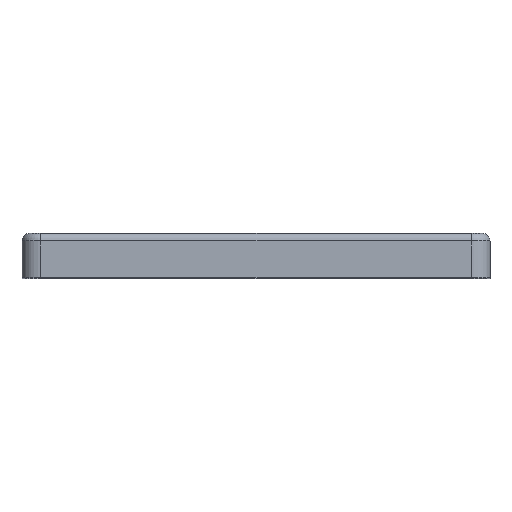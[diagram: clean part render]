
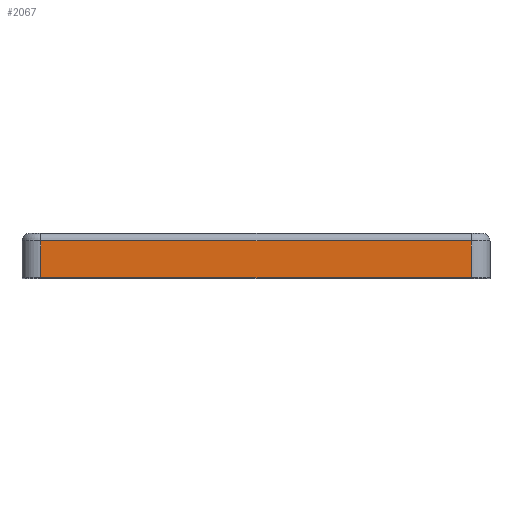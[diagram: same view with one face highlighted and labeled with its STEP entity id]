
A CAD part, top view. The second image highlights one B-rep face of the part: STEP entity #2067.
In plain terms, the highlighted planar face has unit normal (0, 0, 1).
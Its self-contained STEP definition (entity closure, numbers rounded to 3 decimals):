
#17 = FACE_OUTER_BOUND ( 'NONE', #2376, .T. ) ;
#178 = DIRECTION ( 'NONE',  ( 0., -1., 0. ) ) ;
#186 = LINE ( 'NONE', #2992, #2182 ) ;
#202 = VERTEX_POINT ( 'NONE', #2859 ) ;
#503 = CARTESIAN_POINT ( 'NONE',  ( 22.85, -4.7, 29.25 ) ) ;
#745 = VECTOR ( 'NONE', #178, 1000. ) ;
#805 = CARTESIAN_POINT ( 'NONE',  ( 22.85, 0., 29.25 ) ) ;
#947 = CARTESIAN_POINT ( 'NONE',  ( -22.85, -0.8, 29.25 ) ) ;
#994 = ORIENTED_EDGE ( 'NONE', *, *, #1621, .T. ) ;
#1123 = EDGE_CURVE ( 'NONE', #202, #2573, #2704, .T. ) ;
#1275 = ORIENTED_EDGE ( 'NONE', *, *, #1123, .F. ) ;
#1336 = DIRECTION ( 'NONE',  ( 0., -1., 0. ) ) ;
#1461 = VERTEX_POINT ( 'NONE', #503 ) ;
#1484 = CARTESIAN_POINT ( 'NONE',  ( -22.85, 0., 29.25 ) ) ;
#1488 = CARTESIAN_POINT ( 'NONE',  ( -22.85, 0., 29.25 ) ) ;
#1499 = VECTOR ( 'NONE', #2722, 1000. ) ;
#1501 = LINE ( 'NONE', #805, #2787 ) ;
#1621 = EDGE_CURVE ( 'NONE', #2995, #1461, #186, .T. ) ;
#1663 = DIRECTION ( 'NONE',  ( 1., 0., 0. ) ) ;
#1686 = DIRECTION ( 'NONE',  ( 1., 0., 0. ) ) ;
#1714 = DIRECTION ( 'NONE',  ( 0., 0., 1. ) ) ;
#1814 = EDGE_CURVE ( 'NONE', #202, #2995, #1939, .T. ) ;
#1832 = CARTESIAN_POINT ( 'NONE',  ( -22.85, -4.7, 29.25 ) ) ;
#1939 = LINE ( 'NONE', #1484, #745 ) ;
#2067 = ADVANCED_FACE ( 'NONE', ( #17 ), #3019, .T. ) ;
#2182 = VECTOR ( 'NONE', #1663, 1000. ) ;
#2376 = EDGE_LOOP ( 'NONE', ( #994, #2981, #1275, #2437 ) ) ;
#2402 = EDGE_CURVE ( 'NONE', #2573, #1461, #1501, .T. ) ;
#2437 = ORIENTED_EDGE ( 'NONE', *, *, #1814, .T. ) ;
#2573 = VERTEX_POINT ( 'NONE', #2962 ) ;
#2638 = AXIS2_PLACEMENT_3D ( 'NONE', #1488, #1714, #1686 ) ;
#2704 = LINE ( 'NONE', #947, #1499 ) ;
#2722 = DIRECTION ( 'NONE',  ( 1., 0., 0. ) ) ;
#2787 = VECTOR ( 'NONE', #1336, 1000. ) ;
#2859 = CARTESIAN_POINT ( 'NONE',  ( -22.85, -0.8, 29.25 ) ) ;
#2962 = CARTESIAN_POINT ( 'NONE',  ( 22.85, -0.8, 29.25 ) ) ;
#2981 = ORIENTED_EDGE ( 'NONE', *, *, #2402, .F. ) ;
#2992 = CARTESIAN_POINT ( 'NONE',  ( -22.85, -4.7, 29.25 ) ) ;
#2995 = VERTEX_POINT ( 'NONE', #1832 ) ;
#3019 = PLANE ( 'NONE',  #2638 ) ;
